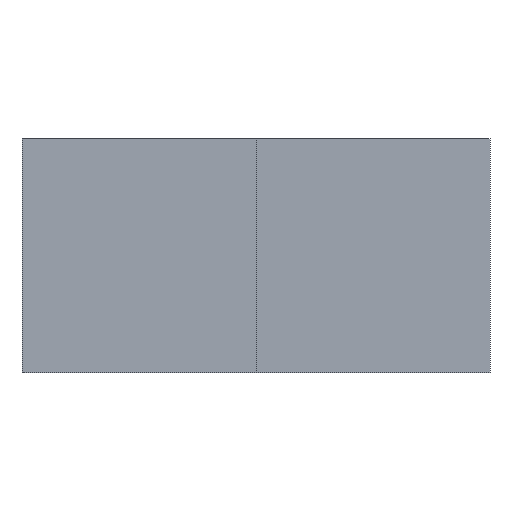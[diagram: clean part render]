
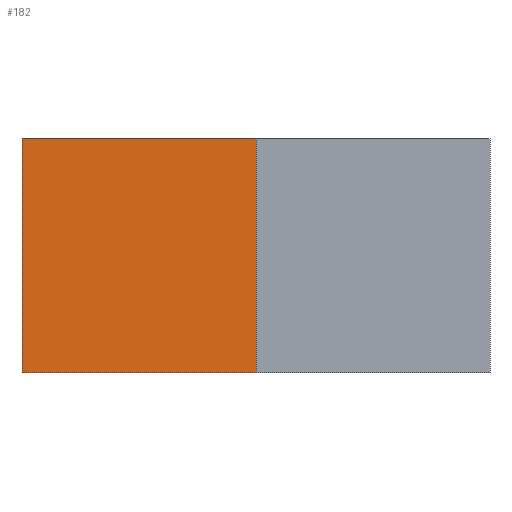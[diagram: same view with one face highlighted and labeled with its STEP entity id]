
A CAD part, front view. The second image highlights one B-rep face of the part: STEP entity #182.
In plain terms, the highlighted planar face has unit normal (0, -1, 0).
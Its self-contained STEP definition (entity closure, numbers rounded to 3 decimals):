
#16=FACE_OUTER_BOUND('',#26,.T.);
#26=EDGE_LOOP('',(#127,#128,#129,#130));
#38=LINE('',#276,#62);
#39=LINE('',#279,#63);
#40=LINE('',#281,#64);
#41=LINE('',#282,#65);
#62=VECTOR('',#228,10.);
#63=VECTOR('',#231,10.);
#64=VECTOR('',#232,10.);
#65=VECTOR('',#233,10.);
#83=VERTEX_POINT('',#269);
#86=VERTEX_POINT('',#274);
#87=VERTEX_POINT('',#278);
#88=VERTEX_POINT('',#280);
#102=EDGE_CURVE('',#83,#86,#38,.T.);
#103=EDGE_CURVE('',#87,#83,#39,.T.);
#104=EDGE_CURVE('',#88,#86,#40,.T.);
#105=EDGE_CURVE('',#87,#88,#41,.T.);
#127=ORIENTED_EDGE('',*,*,#103,.T.);
#128=ORIENTED_EDGE('',*,*,#102,.T.);
#129=ORIENTED_EDGE('',*,*,#104,.F.);
#130=ORIENTED_EDGE('',*,*,#105,.F.);
#172=PLANE('',#212);
#182=ADVANCED_FACE('',(#16),#172,.T.);
#212=AXIS2_PLACEMENT_3D('',#277,#229,#230);
#228=DIRECTION('',(0.,0.,1.));
#229=DIRECTION('center_axis',(0.,-1.,0.));
#230=DIRECTION('ref_axis',(1.,0.,0.));
#231=DIRECTION('',(1.,0.,0.));
#232=DIRECTION('',(1.,0.,0.));
#233=DIRECTION('',(0.,0.,1.));
#269=CARTESIAN_POINT('',(0.0,150.0,0.0));
#274=CARTESIAN_POINT('',(0.0,150.0,36.0));
#276=CARTESIAN_POINT('',(0.0,150.0,0.0));
#277=CARTESIAN_POINT('Origin',(-36.0,150.0,0.0));
#278=CARTESIAN_POINT('',(-36.0,150.0,0.0));
#279=CARTESIAN_POINT('',(-36.0,150.0,0.0));
#280=CARTESIAN_POINT('',(-36.0,150.0,36.0));
#281=CARTESIAN_POINT('',(-36.0,150.0,36.0));
#282=CARTESIAN_POINT('',(-36.0,150.0,0.0));
